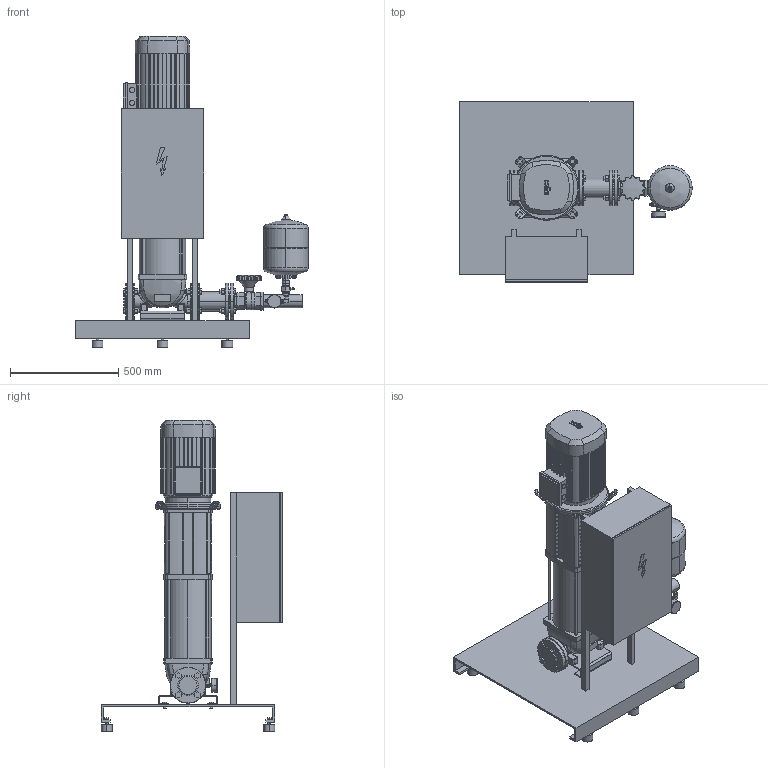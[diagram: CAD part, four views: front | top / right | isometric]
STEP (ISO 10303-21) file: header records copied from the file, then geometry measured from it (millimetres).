
FILE_DESCRIPTION((''),'2;1');
FILE_NAME('3d_CO-1HelixV2207_K_CE+-2530178.stp','2016-01-25T11:56:33',(''),(''),'Mechanical Desktop 2009','Mechanical Desktop 2009',', , ');
FILE_SCHEMA(('CONFIG_CONTROL_DESIGN'));
Length unit declared in the file: millimetre
Products named in the file (1): Product
Bounding box: 1073 x 837 x 1439.2 mm (x, y, z)
Volume: 117161384 mm3; surface area: 6100842.6 mm2
Topology: 58 solids, 58 shells, 2070 faces, 5203 edges, 3380 vertices
Faces by surface type: plane 778, bspline 592, cylinder 489, cone 110, torus 98, sphere 3
Entity records: 71480 total; most frequent: CARTESIAN_POINT 22080, ORIENTED_EDGE 10406, DIRECTION 9733, EDGE_CURVE 5203, VERTEX_POINT 3380, AXIS2_PLACEMENT_3D 3311, VECTOR 3111, LINE 3111
